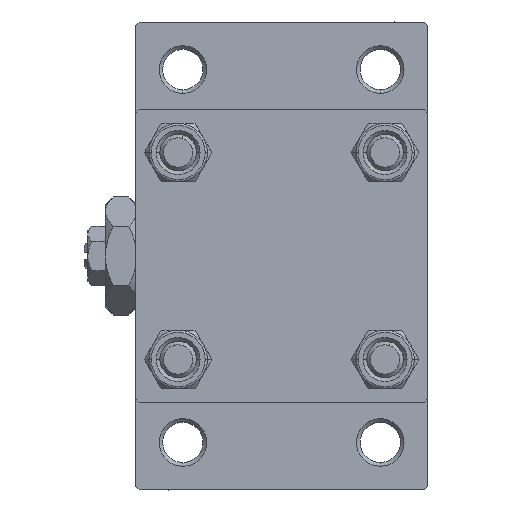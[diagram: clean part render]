
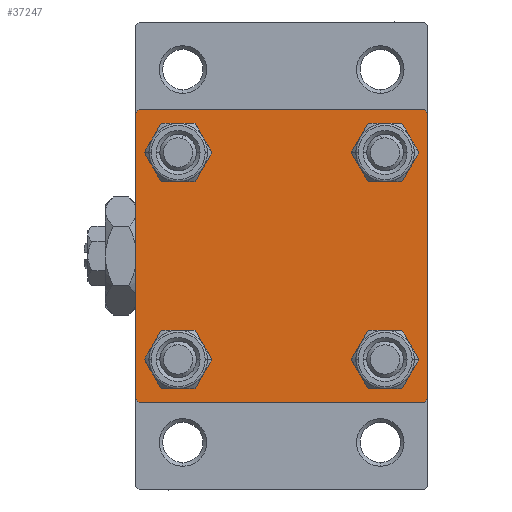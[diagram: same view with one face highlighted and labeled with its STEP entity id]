
A CAD part, left-side view. The second image highlights one B-rep face of the part: STEP entity #37247.
In plain terms, the highlighted planar face has unit normal (-1, 0, 0).
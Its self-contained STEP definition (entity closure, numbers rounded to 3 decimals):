
#834 = VERTEX_POINT ( 'NONE', #32778 ) ;
#972 = CARTESIAN_POINT ( 'NONE',  ( 0., -14.15, 14.15 ) ) ;
#1590 = CARTESIAN_POINT ( 'NONE',  ( 0., 14.15, -11.15 ) ) ;
#2155 = VECTOR ( 'NONE', #29547, 1000. ) ;
#2215 = DIRECTION ( 'NONE',  ( 0., 0., 1. ) ) ;
#2405 = EDGE_CURVE ( 'NONE', #6818, #39177, #22956, .T. ) ;
#2887 = LINE ( 'NONE', #3133, #18088 ) ;
#3133 = CARTESIAN_POINT ( 'NONE',  ( 0., 19.75, -19.75 ) ) ;
#3327 = DIRECTION ( 'NONE',  ( 0., 0., 1. ) ) ;
#3459 = CARTESIAN_POINT ( 'NONE',  ( 0., -14.15, -17.15 ) ) ;
#3723 = ORIENTED_EDGE ( 'NONE', *, *, #33938, .T. ) ;
#3777 = CARTESIAN_POINT ( 'NONE',  ( 0., -20., 20. ) ) ;
#3957 = EDGE_LOOP ( 'NONE', ( #29607, #40369 ) ) ;
#4020 = EDGE_CURVE ( 'NONE', #24844, #25822, #41367, .T. ) ;
#4529 = CARTESIAN_POINT ( 'NONE',  ( 0., 20., -20. ) ) ;
#4581 = CARTESIAN_POINT ( 'NONE',  ( 0., 14.15, 11.15 ) ) ;
#4741 = VERTEX_POINT ( 'NONE', #1590 ) ;
#5126 = DIRECTION ( 'NONE',  ( 0., 0., -1. ) ) ;
#5281 = CIRCLE ( 'NONE', #33003, 3. ) ;
#5544 = VERTEX_POINT ( 'NONE', #15738 ) ;
#5567 = CARTESIAN_POINT ( 'NONE',  ( 0., 14.15, 14.15 ) ) ;
#5628 = VECTOR ( 'NONE', #22716, 1000. ) ;
#5925 = CARTESIAN_POINT ( 'NONE',  ( 0., 14.15, 17.15 ) ) ;
#6055 = DIRECTION ( 'NONE',  ( 0., 0., 1. ) ) ;
#6336 = CIRCLE ( 'NONE', #12692, 3. ) ;
#6544 = VERTEX_POINT ( 'NONE', #21545 ) ;
#6792 = CARTESIAN_POINT ( 'NONE',  ( 0., -19.5, 20. ) ) ;
#6818 = VERTEX_POINT ( 'NONE', #15690 ) ;
#7048 = FACE_OUTER_BOUND ( 'NONE', #16831, .T. ) ;
#7749 = VECTOR ( 'NONE', #8498, 1000. ) ;
#8067 = AXIS2_PLACEMENT_3D ( 'NONE', #972, #12637, #27767 ) ;
#8241 = AXIS2_PLACEMENT_3D ( 'NONE', #41019, #25652, #37291 ) ;
#8243 = CARTESIAN_POINT ( 'NONE',  ( 0., -20., 19.5 ) ) ;
#8498 = DIRECTION ( 'NONE',  ( 0., -1., 0. ) ) ;
#9104 = VERTEX_POINT ( 'NONE', #8243 ) ;
#9338 = CIRCLE ( 'NONE', #12505, 3. ) ;
#9397 = CARTESIAN_POINT ( 'NONE',  ( 0., -20., -19.5 ) ) ;
#9899 = DIRECTION ( 'NONE',  ( 1., 0., 0. ) ) ;
#10041 = AXIS2_PLACEMENT_3D ( 'NONE', #15995, #39076, #35357 ) ;
#10528 = FACE_BOUND ( 'NONE', #42711, .T. ) ;
#10570 = CARTESIAN_POINT ( 'NONE',  ( 0., -19.75, -19.75 ) ) ;
#12048 = VERTEX_POINT ( 'NONE', #27145 ) ;
#12217 = CIRCLE ( 'NONE', #8241, 3. ) ;
#12229 = DIRECTION ( 'NONE',  ( 0., 0., 1. ) ) ;
#12505 = AXIS2_PLACEMENT_3D ( 'NONE', #36443, #9899, #2215 ) ;
#12637 = DIRECTION ( 'NONE',  ( 1., 0., 0. ) ) ;
#12692 = AXIS2_PLACEMENT_3D ( 'NONE', #13036, #40059, #23963 ) ;
#13036 = CARTESIAN_POINT ( 'NONE',  ( 0., 14.15, -14.15 ) ) ;
#13862 = CARTESIAN_POINT ( 'NONE',  ( 0., 14.15, 14.15 ) ) ;
#14005 = FACE_BOUND ( 'NONE', #36179, .T. ) ;
#14154 = EDGE_CURVE ( 'NONE', #5544, #48923, #18520, .T. ) ;
#14205 = LINE ( 'NONE', #3777, #28994 ) ;
#14394 = CARTESIAN_POINT ( 'NONE',  ( 0., -14.15, 17.15 ) ) ;
#14620 = ORIENTED_EDGE ( 'NONE', *, *, #14154, .F. ) ;
#15054 = CARTESIAN_POINT ( 'NONE',  ( 0., 20., 20. ) ) ;
#15690 = CARTESIAN_POINT ( 'NONE',  ( 0., -19.5, -20. ) ) ;
#15738 = CARTESIAN_POINT ( 'NONE',  ( 0., 19.5, 20. ) ) ;
#15995 = CARTESIAN_POINT ( 'NONE',  ( 0., -14.15, -14.15 ) ) ;
#16439 = CARTESIAN_POINT ( 'NONE',  ( 0., 14.15, -14.15 ) ) ;
#16579 = EDGE_CURVE ( 'NONE', #9104, #39177, #14205, .T. ) ;
#16831 = EDGE_LOOP ( 'NONE', ( #41605, #29711, #21524, #23554, #19826, #34789, #14620, #23049 ) ) ;
#17436 = VERTEX_POINT ( 'NONE', #4581 ) ;
#17740 = PLANE ( 'NONE',  #45147 ) ;
#18088 = VECTOR ( 'NONE', #18262, 1000. ) ;
#18249 = EDGE_CURVE ( 'NONE', #17436, #39217, #5281, .T. ) ;
#18262 = DIRECTION ( 'NONE',  ( 0., -0.707, -0.707 ) ) ;
#18520 = LINE ( 'NONE', #37122, #28889 ) ;
#18747 = EDGE_CURVE ( 'NONE', #5544, #6544, #29052, .T. ) ;
#19157 = EDGE_CURVE ( 'NONE', #22883, #834, #31445, .T. ) ;
#19826 = ORIENTED_EDGE ( 'NONE', *, *, #16579, .F. ) ;
#20850 = EDGE_CURVE ( 'NONE', #834, #22883, #9338, .T. ) ;
#20856 = EDGE_CURVE ( 'NONE', #39217, #17436, #43415, .T. ) ;
#21320 = CIRCLE ( 'NONE', #22092, 3. ) ;
#21524 = ORIENTED_EDGE ( 'NONE', *, *, #30925, .T. ) ;
#21545 = CARTESIAN_POINT ( 'NONE',  ( 0., 20., 19.5 ) ) ;
#21937 = FACE_BOUND ( 'NONE', #3957, .T. ) ;
#22092 = AXIS2_PLACEMENT_3D ( 'NONE', #16439, #38263, #12229 ) ;
#22114 = EDGE_CURVE ( 'NONE', #12048, #32392, #2887, .T. ) ;
#22716 = DIRECTION ( 'NONE',  ( 0., -0.707, 0.707 ) ) ;
#22754 = CARTESIAN_POINT ( 'NONE',  ( 0., 19.5, -20. ) ) ;
#22883 = VERTEX_POINT ( 'NONE', #3459 ) ;
#22956 = LINE ( 'NONE', #10570, #5628 ) ;
#23049 = ORIENTED_EDGE ( 'NONE', *, *, #18747, .T. ) ;
#23554 = ORIENTED_EDGE ( 'NONE', *, *, #2405, .T. ) ;
#23963 = DIRECTION ( 'NONE',  ( 0., 0., 1. ) ) ;
#24844 = VERTEX_POINT ( 'NONE', #14394 ) ;
#25652 = DIRECTION ( 'NONE',  ( 1., 0., 0. ) ) ;
#25822 = VERTEX_POINT ( 'NONE', #46670 ) ;
#27098 = CARTESIAN_POINT ( 'NONE',  ( 0., 14.15, -17.15 ) ) ;
#27145 = CARTESIAN_POINT ( 'NONE',  ( 0., 20., -19.5 ) ) ;
#27767 = DIRECTION ( 'NONE',  ( 0., 0., 1. ) ) ;
#28889 = VECTOR ( 'NONE', #30420, 1000. ) ;
#28994 = VECTOR ( 'NONE', #45203, 1000. ) ;
#29052 = LINE ( 'NONE', #44673, #2155 ) ;
#29547 = DIRECTION ( 'NONE',  ( 0., 0.707, -0.707 ) ) ;
#29607 = ORIENTED_EDGE ( 'NONE', *, *, #4020, .T. ) ;
#29711 = ORIENTED_EDGE ( 'NONE', *, *, #22114, .T. ) ;
#30312 = ORIENTED_EDGE ( 'NONE', *, *, #36313, .T. ) ;
#30420 = DIRECTION ( 'NONE',  ( 0., -1., 0. ) ) ;
#30925 = EDGE_CURVE ( 'NONE', #32392, #6818, #34801, .T. ) ;
#31445 = CIRCLE ( 'NONE', #10041, 3. ) ;
#31522 = AXIS2_PLACEMENT_3D ( 'NONE', #13862, #36206, #32472 ) ;
#32225 = ORIENTED_EDGE ( 'NONE', *, *, #20850, .T. ) ;
#32392 = VERTEX_POINT ( 'NONE', #22754 ) ;
#32472 = DIRECTION ( 'NONE',  ( 0., 0., 1. ) ) ;
#32646 = VERTEX_POINT ( 'NONE', #27098 ) ;
#32778 = CARTESIAN_POINT ( 'NONE',  ( 0., -14.15, -11.15 ) ) ;
#32853 = LINE ( 'NONE', #48715, #35776 ) ;
#33003 = AXIS2_PLACEMENT_3D ( 'NONE', #5567, #40036, #6055 ) ;
#33584 = EDGE_LOOP ( 'NONE', ( #32225, #36480 ) ) ;
#33835 = FACE_BOUND ( 'NONE', #33584, .T. ) ;
#33938 = EDGE_CURVE ( 'NONE', #32646, #4741, #21320, .T. ) ;
#34789 = ORIENTED_EDGE ( 'NONE', *, *, #40001, .T. ) ;
#34801 = LINE ( 'NONE', #4529, #7749 ) ;
#34984 = ORIENTED_EDGE ( 'NONE', *, *, #20856, .T. ) ;
#35357 = DIRECTION ( 'NONE',  ( 0., 0., 1. ) ) ;
#35708 = VECTOR ( 'NONE', #5126, 1000. ) ;
#35776 = VECTOR ( 'NONE', #44010, 1000. ) ;
#36179 = EDGE_LOOP ( 'NONE', ( #34984, #46940 ) ) ;
#36206 = DIRECTION ( 'NONE',  ( 1., 0., 0. ) ) ;
#36313 = EDGE_CURVE ( 'NONE', #4741, #32646, #6336, .T. ) ;
#36443 = CARTESIAN_POINT ( 'NONE',  ( 0., -14.15, -14.15 ) ) ;
#36480 = ORIENTED_EDGE ( 'NONE', *, *, #19157, .T. ) ;
#36830 = CARTESIAN_POINT ( 'NONE',  ( 0., 0., 0. ) ) ;
#37122 = CARTESIAN_POINT ( 'NONE',  ( 0., 20., 20. ) ) ;
#37247 = ADVANCED_FACE ( 'NONE', ( #21937, #33835, #10528, #14005, #7048 ), #17740, .T. ) ;
#37291 = DIRECTION ( 'NONE',  ( 0., 0., 1. ) ) ;
#38025 = EDGE_CURVE ( 'NONE', #6544, #12048, #49045, .T. ) ;
#38263 = DIRECTION ( 'NONE',  ( 1., 0., 0. ) ) ;
#39076 = DIRECTION ( 'NONE',  ( 1., 0., 0. ) ) ;
#39177 = VERTEX_POINT ( 'NONE', #9397 ) ;
#39217 = VERTEX_POINT ( 'NONE', #5925 ) ;
#40001 = EDGE_CURVE ( 'NONE', #9104, #48923, #32853, .T. ) ;
#40036 = DIRECTION ( 'NONE',  ( 1., 0., 0. ) ) ;
#40059 = DIRECTION ( 'NONE',  ( 1., 0., 0. ) ) ;
#40369 = ORIENTED_EDGE ( 'NONE', *, *, #48852, .T. ) ;
#41019 = CARTESIAN_POINT ( 'NONE',  ( 0., -14.15, 14.15 ) ) ;
#41367 = CIRCLE ( 'NONE', #8067, 3. ) ;
#41605 = ORIENTED_EDGE ( 'NONE', *, *, #38025, .T. ) ;
#42711 = EDGE_LOOP ( 'NONE', ( #30312, #3723 ) ) ;
#43415 = CIRCLE ( 'NONE', #31522, 3. ) ;
#44010 = DIRECTION ( 'NONE',  ( 0., 0.707, 0.707 ) ) ;
#44269 = DIRECTION ( 'NONE',  ( -1., 0., 0. ) ) ;
#44673 = CARTESIAN_POINT ( 'NONE',  ( 0., 19.75, 19.75 ) ) ;
#45147 = AXIS2_PLACEMENT_3D ( 'NONE', #36830, #44269, #3327 ) ;
#45203 = DIRECTION ( 'NONE',  ( 0., 0., -1. ) ) ;
#46670 = CARTESIAN_POINT ( 'NONE',  ( 0., -14.15, 11.15 ) ) ;
#46940 = ORIENTED_EDGE ( 'NONE', *, *, #18249, .T. ) ;
#48715 = CARTESIAN_POINT ( 'NONE',  ( 0., -19.75, 19.75 ) ) ;
#48852 = EDGE_CURVE ( 'NONE', #25822, #24844, #12217, .T. ) ;
#48923 = VERTEX_POINT ( 'NONE', #6792 ) ;
#49045 = LINE ( 'NONE', #15054, #35708 ) ;
